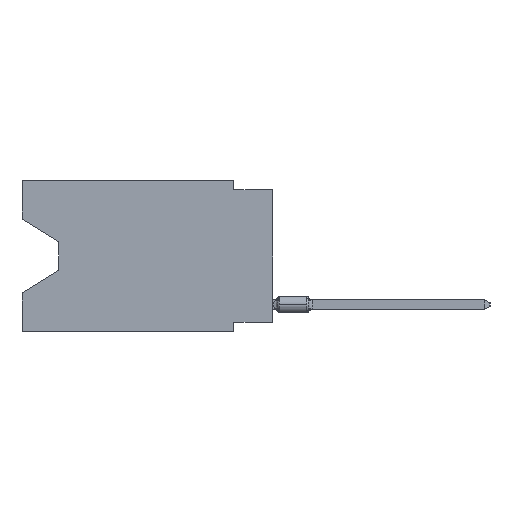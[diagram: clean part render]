
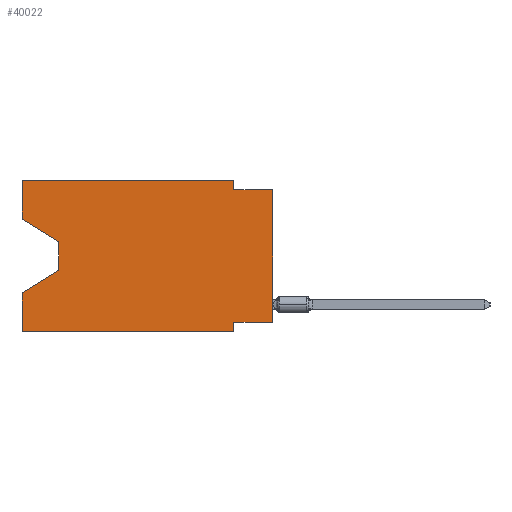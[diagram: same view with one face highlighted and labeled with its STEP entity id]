
A CAD part, left-side view. The second image highlights one B-rep face of the part: STEP entity #40022.
In plain terms, the highlighted planar face has unit normal (-1, 0, 0).
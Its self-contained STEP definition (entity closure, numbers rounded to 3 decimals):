
#341 = CARTESIAN_POINT ( 'NONE',  ( 0., 0., -0.635 ) ) ;
#548 = VECTOR ( 'NONE', #11819, 1000. ) ;
#1185 = VECTOR ( 'NONE', #3173, 1000. ) ;
#1820 = VERTEX_POINT ( 'NONE', #20076 ) ;
#1832 = ORIENTED_EDGE ( 'NONE', *, *, #5490, .T. ) ;
#2172 = LINE ( 'NONE', #30547, #35453 ) ;
#2173 = CARTESIAN_POINT ( 'NONE',  ( 0., 16.383, 0. ) ) ;
#3081 = CARTESIAN_POINT ( 'NONE',  ( 0., 2.54, 0. ) ) ;
#3173 = DIRECTION ( 'NONE',  ( 0., 0.855, -0.519 ) ) ;
#3487 = DIRECTION ( 'NONE',  ( 0., -1., 0. ) ) ;
#3684 = LINE ( 'NONE', #341, #38731 ) ;
#3912 = VERTEX_POINT ( 'NONE', #2173 ) ;
#3979 = EDGE_CURVE ( 'NONE', #22159, #3912, #11207, .T. ) ;
#4272 = LINE ( 'NONE', #39603, #13127 ) ;
#4907 = ORIENTED_EDGE ( 'NONE', *, *, #3979, .F. ) ;
#5490 = EDGE_CURVE ( 'NONE', #33056, #32025, #2172, .T. ) ;
#5796 = CARTESIAN_POINT ( 'NONE',  ( 0., 13.97, -5.893 ) ) ;
#6146 = EDGE_LOOP ( 'NONE', ( #35016, #1832, #37986, #11581, #20241, #27636, #20257, #6278, #19868, #25242, #17228, #4907 ) ) ;
#6278 = ORIENTED_EDGE ( 'NONE', *, *, #19545, .T. ) ;
#8253 = DIRECTION ( 'NONE',  ( 0., 0., -1. ) ) ;
#8603 = DIRECTION ( 'NONE',  ( 0., 0., 1. ) ) ;
#8979 = LINE ( 'NONE', #31474, #38061 ) ;
#9068 = LINE ( 'NONE', #31774, #27324 ) ;
#9294 = CARTESIAN_POINT ( 'NONE',  ( 0., 2.54, -9.906 ) ) ;
#9595 = LINE ( 'NONE', #3081, #17077 ) ;
#10887 = EDGE_CURVE ( 'NONE', #30493, #22463, #35264, .T. ) ;
#11207 = LINE ( 'NONE', #27809, #548 ) ;
#11403 = FACE_OUTER_BOUND ( 'NONE', #6146, .T. ) ;
#11414 = DIRECTION ( 'NONE',  ( 0., 0., -1. ) ) ;
#11581 = ORIENTED_EDGE ( 'NONE', *, *, #25962, .F. ) ;
#11819 = DIRECTION ( 'NONE',  ( 0., 0., 1. ) ) ;
#12542 = DIRECTION ( 'NONE',  ( 0., -1., 0. ) ) ;
#13028 = CARTESIAN_POINT ( 'NONE',  ( 0., 13.97, -5.893 ) ) ;
#13127 = VECTOR ( 'NONE', #14326, 1000. ) ;
#13226 = EDGE_CURVE ( 'NONE', #22159, #33056, #8979, .T. ) ;
#14326 = DIRECTION ( 'NONE',  ( 0., 1., 0. ) ) ;
#14397 = VERTEX_POINT ( 'NONE', #21190 ) ;
#14950 = DIRECTION ( 'NONE',  ( 0., -1., 0. ) ) ;
#15536 = CARTESIAN_POINT ( 'NONE',  ( 0., 0., 0. ) ) ;
#15855 = EDGE_CURVE ( 'NONE', #14397, #24550, #9595, .T. ) ;
#17077 = VECTOR ( 'NONE', #21793, 1000. ) ;
#17136 = EDGE_CURVE ( 'NONE', #36059, #1820, #4272, .T. ) ;
#17228 = ORIENTED_EDGE ( 'NONE', *, *, #37159, .F. ) ;
#18367 = EDGE_CURVE ( 'NONE', #24550, #21029, #3684, .T. ) ;
#19513 = CARTESIAN_POINT ( 'NONE',  ( 0., 0., -9.271 ) ) ;
#19545 = EDGE_CURVE ( 'NONE', #36059, #21029, #27940, .T. ) ;
#19652 = DIRECTION ( 'NONE',  ( 0., 0., -1. ) ) ;
#19868 = ORIENTED_EDGE ( 'NONE', *, *, #18367, .F. ) ;
#20076 = CARTESIAN_POINT ( 'NONE',  ( 0., 2.54, -9.271 ) ) ;
#20241 = ORIENTED_EDGE ( 'NONE', *, *, #10887, .T. ) ;
#20257 = ORIENTED_EDGE ( 'NONE', *, *, #17136, .F. ) ;
#21029 = VERTEX_POINT ( 'NONE', #31117 ) ;
#21190 = CARTESIAN_POINT ( 'NONE',  ( 0., 2.54, 0. ) ) ;
#21793 = DIRECTION ( 'NONE',  ( 0., 0., -1. ) ) ;
#22159 = VERTEX_POINT ( 'NONE', #33242 ) ;
#22463 = VERTEX_POINT ( 'NONE', #9294 ) ;
#24237 = PLANE ( 'NONE',  #27420 ) ;
#24550 = VERTEX_POINT ( 'NONE', #25901 ) ;
#25242 = ORIENTED_EDGE ( 'NONE', *, *, #15855, .F. ) ;
#25377 = DIRECTION ( 'NONE',  ( 0., -0.855, -0.519 ) ) ;
#25683 = EDGE_CURVE ( 'NONE', #1820, #22463, #29106, .T. ) ;
#25901 = CARTESIAN_POINT ( 'NONE',  ( 0., 2.54, -0.635 ) ) ;
#25962 = EDGE_CURVE ( 'NONE', #30493, #34653, #28196, .T. ) ;
#26046 = VECTOR ( 'NONE', #41048, 1000. ) ;
#26286 = CARTESIAN_POINT ( 'NONE',  ( 0., 13.97, -4.013 ) ) ;
#27324 = VECTOR ( 'NONE', #14950, 1000. ) ;
#27420 = AXIS2_PLACEMENT_3D ( 'NONE', #37062, #27590, #8253 ) ;
#27590 = DIRECTION ( 'NONE',  ( 1., 0., 0. ) ) ;
#27636 = ORIENTED_EDGE ( 'NONE', *, *, #25683, .F. ) ;
#27809 = CARTESIAN_POINT ( 'NONE',  ( 0., 16.383, 0. ) ) ;
#27940 = LINE ( 'NONE', #15536, #36478 ) ;
#28196 = LINE ( 'NONE', #38294, #26046 ) ;
#29106 = LINE ( 'NONE', #32475, #38123 ) ;
#30493 = VERTEX_POINT ( 'NONE', #33491 ) ;
#30547 = CARTESIAN_POINT ( 'NONE',  ( 0., 13.97, -4.013 ) ) ;
#31117 = CARTESIAN_POINT ( 'NONE',  ( 0., 0., -0.635 ) ) ;
#31474 = CARTESIAN_POINT ( 'NONE',  ( 0., 16.383, -2.546 ) ) ;
#31774 = CARTESIAN_POINT ( 'NONE',  ( 0., 16.383, 0. ) ) ;
#32025 = VERTEX_POINT ( 'NONE', #5796 ) ;
#32475 = CARTESIAN_POINT ( 'NONE',  ( 0., 2.54, -9.906 ) ) ;
#32960 = CARTESIAN_POINT ( 'NONE',  ( 0., 16.383, -7.36 ) ) ;
#33033 = EDGE_CURVE ( 'NONE', #32025, #34653, #38912, .T. ) ;
#33056 = VERTEX_POINT ( 'NONE', #26286 ) ;
#33242 = CARTESIAN_POINT ( 'NONE',  ( 0., 16.383, -2.546 ) ) ;
#33491 = CARTESIAN_POINT ( 'NONE',  ( 0., 16.383, -9.906 ) ) ;
#34653 = VERTEX_POINT ( 'NONE', #32960 ) ;
#35016 = ORIENTED_EDGE ( 'NONE', *, *, #13226, .T. ) ;
#35264 = LINE ( 'NONE', #35882, #36384 ) ;
#35453 = VECTOR ( 'NONE', #11414, 1000. ) ;
#35882 = CARTESIAN_POINT ( 'NONE',  ( 0., 16.383, -9.906 ) ) ;
#36059 = VERTEX_POINT ( 'NONE', #19513 ) ;
#36384 = VECTOR ( 'NONE', #12542, 1000. ) ;
#36478 = VECTOR ( 'NONE', #8603, 1000. ) ;
#37062 = CARTESIAN_POINT ( 'NONE',  ( 0., 16.383, 0. ) ) ;
#37159 = EDGE_CURVE ( 'NONE', #3912, #14397, #9068, .T. ) ;
#37986 = ORIENTED_EDGE ( 'NONE', *, *, #33033, .T. ) ;
#38061 = VECTOR ( 'NONE', #25377, 1000. ) ;
#38123 = VECTOR ( 'NONE', #19652, 1000. ) ;
#38294 = CARTESIAN_POINT ( 'NONE',  ( 0., 16.383, 0. ) ) ;
#38731 = VECTOR ( 'NONE', #3487, 1000. ) ;
#38912 = LINE ( 'NONE', #13028, #1185 ) ;
#39603 = CARTESIAN_POINT ( 'NONE',  ( 0., 0., -9.271 ) ) ;
#40022 = ADVANCED_FACE ( 'NONE', ( #11403 ), #24237, .F. ) ;
#41048 = DIRECTION ( 'NONE',  ( 0., 0., 1. ) ) ;
